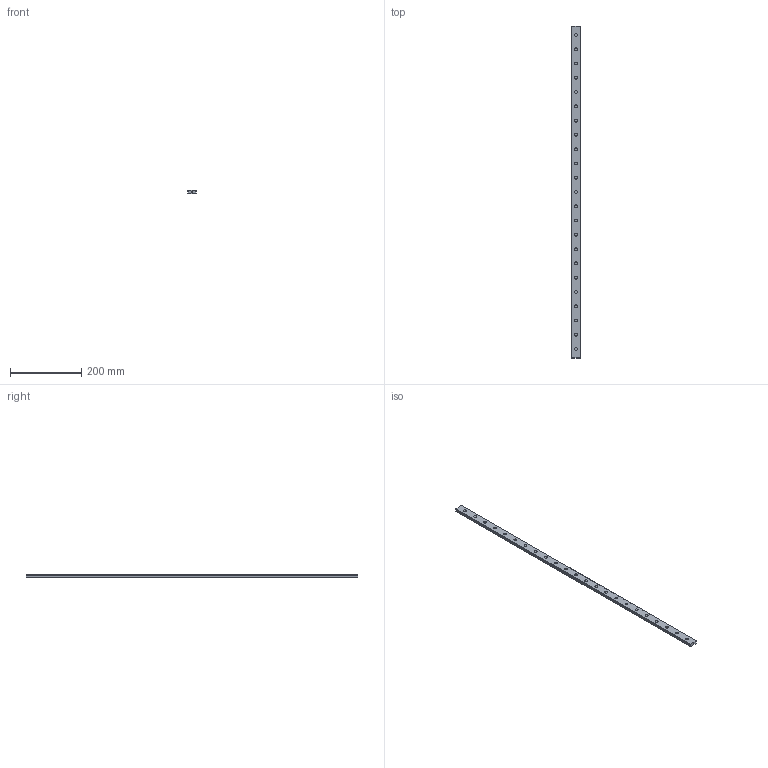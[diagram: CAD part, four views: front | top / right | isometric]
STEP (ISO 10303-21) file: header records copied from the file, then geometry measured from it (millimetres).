
FILE_DESCRIPTION(('STEP AP214'),'1');
FILE_NAME('cctmp_5625205D-7AD8-46B7-AECB-3EBF29396F64_2021_02_24_10_28_28_0927..stp','2021-02-24T09:28:29',('HIWIN GmbH'),('CADClick - www.CADClick.com'),'Spatial InterOp 3D',' ','unknown authorization');
FILE_SCHEMA(('AUTOMOTIVE_DESIGN'));
Length unit declared in the file: millimetre
Products named in the file (1): MGWR12R930CM_FILE
Bounding box: 24 x 930 x 8.5 mm (x, y, z)
Volume: 179453.4 mm3; surface area: 69361.7 mm2
Topology: 1 solids, 1 shells, 302 faces, 681 edges, 454 vertices
Faces by surface type: cylinder 154, plane 148
Entity records: 10993 total; most frequent: DIRECTION 1595, CARTESIAN_POINT 1438, ORIENTED_EDGE 1362, EDGE_CURVE 681, AXIS2_PLACEMENT_3D 611, VERTEX_POINT 454, EDGE_LOOP 375, LINE 373
